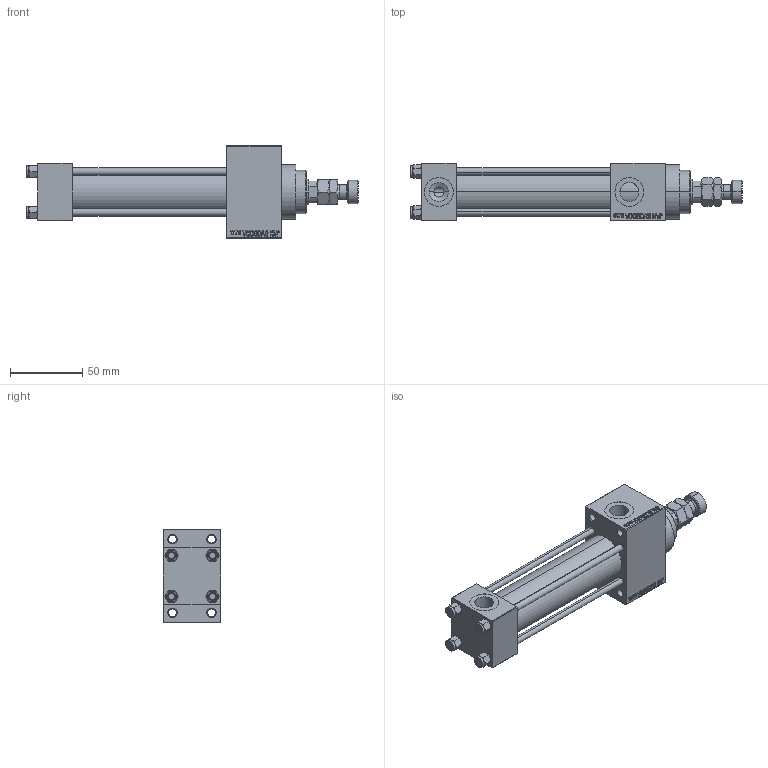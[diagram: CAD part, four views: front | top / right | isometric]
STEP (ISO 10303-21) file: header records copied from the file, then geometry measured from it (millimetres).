
FILE_DESCRIPTION (( 'STEP AP203' ), '1' );
FILE_NAME ('e6b6.STEP', '2022-04-14T14:17:49', ( '' ), ( '' ), 'SwSTEP 2.0', 'SolidWorks 2019', '' );
FILE_SCHEMA (( 'CONFIG_CONTROL_DESIGN' ));
Length unit declared in the file: millimetre
Products named in the file (7): V215CR_VCP_D db59a12915b6fa2462b4068d44777858; V215CR_D_Body db59a12915b6fa2462b4068d44777858; e6b6; NUT_M5_D db59a12915b6fa2462b4068d44777858; V215CR_D_TYCINKA db59a12915b6fa2462b4068d44777858; V215_VC_A db59a12915b6fa2462b4068d44777858; MFA db59a12915b6fa2462b4068d44777858
Assembly tree (12 placements, depth 2):
  e6b6
    V215CR_D_Body db59a12915b6fa2462b4068d44777858
    V215CR_VCP_D db59a12915b6fa2462b4068d44777858
    NUT_M5_D db59a12915b6fa2462b4068d44777858  x4
    V215CR_D_TYCINKA db59a12915b6fa2462b4068d44777858  x4
    V215_VC_A db59a12915b6fa2462b4068d44777858
    MFA db59a12915b6fa2462b4068d44777858
Bounding box: 230 x 40 x 64 mm (x, y, z)
Volume: 220362.2 mm3; surface area: 84412.8 mm2
Topology: 12 solids, 12 shells, 1153 faces, 2850 edges, 1833 vertices
Faces by surface type: plane 511, bspline 368, cone 172, cylinder 90, torus 12
Entity records: 48755 total; most frequent: CARTESIAN_POINT 25564, ORIENTED_EDGE 5192, DIRECTION 3380, EDGE_CURVE 2596, VERTEX_POINT 1689, VECTOR 1522, LINE 1522, EDGE_LOOP 1165
